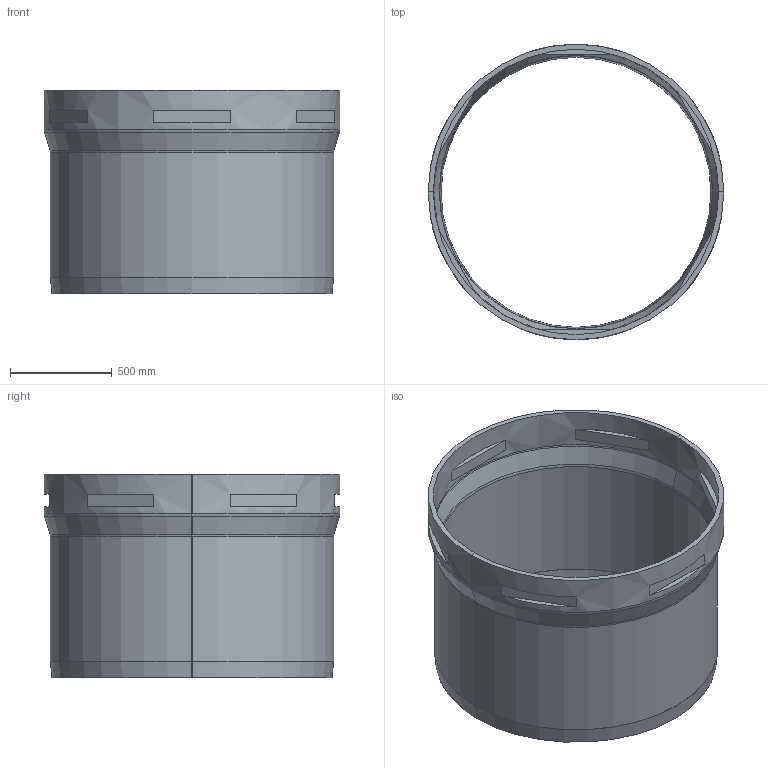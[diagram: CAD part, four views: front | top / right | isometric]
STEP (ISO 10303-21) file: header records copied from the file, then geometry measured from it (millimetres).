
FILE_DESCRIPTION(/* description */ (''),/* implementation_level */ '2;1');
FILE_NAME(/* name */ '16192.100X_3D.stp',/* time_stamp */ '2024-12-12T06:56:16+01:00',/* author */ ('CAD'),/* organization */ (''),/* preprocessor_version */ 'ST-DEVELOPER v20',/* originating_system */ 'AutoCAD Mechanical',/* authorisation */ '');
FILE_SCHEMA (('AUTOMOTIVE_DESIGN { 1 0 10303 214 3 1 1 }'));
Length unit declared in the file: centimetre
Products named in the file (6): Product; *S2; *S1; *S3; *S5; *S4
Assembly tree (5 placements, depth 3):
  Product
    *S2
      *S1
    *S3
    *S5
      *S4
Bounding box: 1450 x 1450 x 1000 mm (x, y, z)
Volume: 162996531 mm3; surface area: 13641749.6 mm2
Topology: 2 solids, 2 shells, 88 faces, 294 edges, 264 vertices
Faces by surface type: plane 58, torus 12, cone 10, cylinder 8
Full cylindrical faces by diameter (mm): 1340 x1, 1390 x1, 1400 x1, 1450 x1
Entity records: 3480 total; most frequent: CARTESIAN_POINT 661, DIRECTION 628, ORIENTED_EDGE 470, EDGE_CURVE 235, AXIS2_PLACEMENT_3D 235, LINE 158, VECTOR 158, VERTEX_POINT 150
